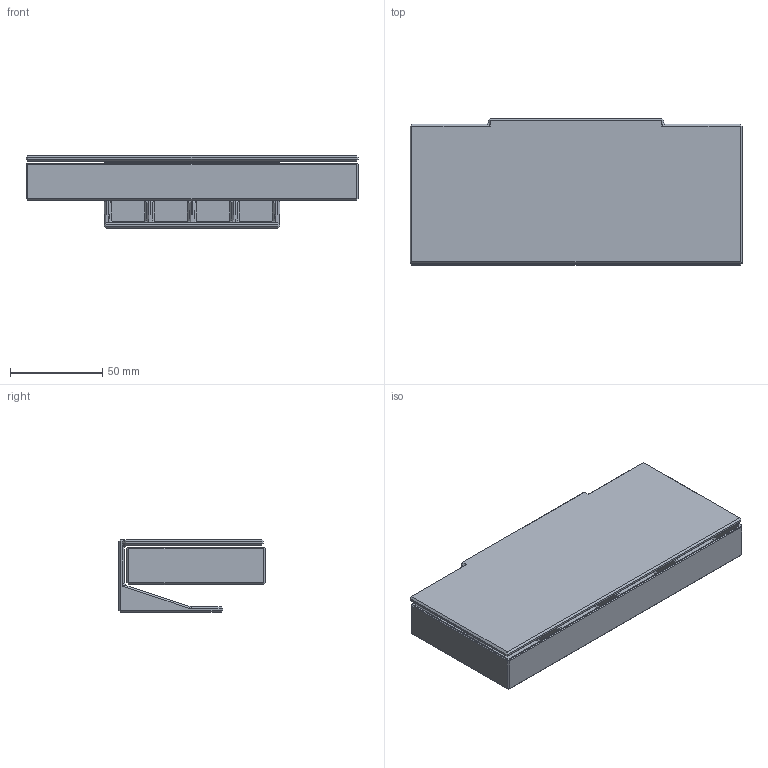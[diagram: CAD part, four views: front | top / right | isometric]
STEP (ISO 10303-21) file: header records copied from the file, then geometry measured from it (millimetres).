
FILE_DESCRIPTION(/* description */ ('','CAx-IF Rec.Pracs.---Representation and Presentation of Product Manufacturing Information (PMI)---4.0---2014-10-13'),/* implementation_level */ '2;1');
FILE_NAME(/* name */ 'Drawer v4.step',/* time_stamp */ '2025-02-20T12:18:44+01:00',/* author */ (''),/* organization */ (''),/* preprocessor_version */ 'ST-DEVELOPER v20',/* originating_system */ 'Autodesk Translation Framework v13.20.0.188',/* authorisation */ '');
FILE_SCHEMA (('AP242_MANAGED_MODEL_BASED_3D_ENGINEERING_MIM_LF { 1 0 10303 442 1 1 4 }'));
Length unit declared in the file: millimetre
Products named in the file (1): Drawer
Bounding box: 180 x 79.5 x 39.5 mm (x, y, z)
Volume: 114963.6 mm3; surface area: 100583.2 mm2
Topology: 2 solids, 2 shells, 300 faces, 637 edges, 342 vertices
Faces by surface type: plane 288, bspline 12
Entity records: 8009 total; most frequent: CARTESIAN_POINT 1760, ORIENTED_EDGE 1274, DIRECTION 1203, EDGE_CURVE 637, LINE 625, VECTOR 625, VERTEX_POINT 342, EDGE_LOOP 301
